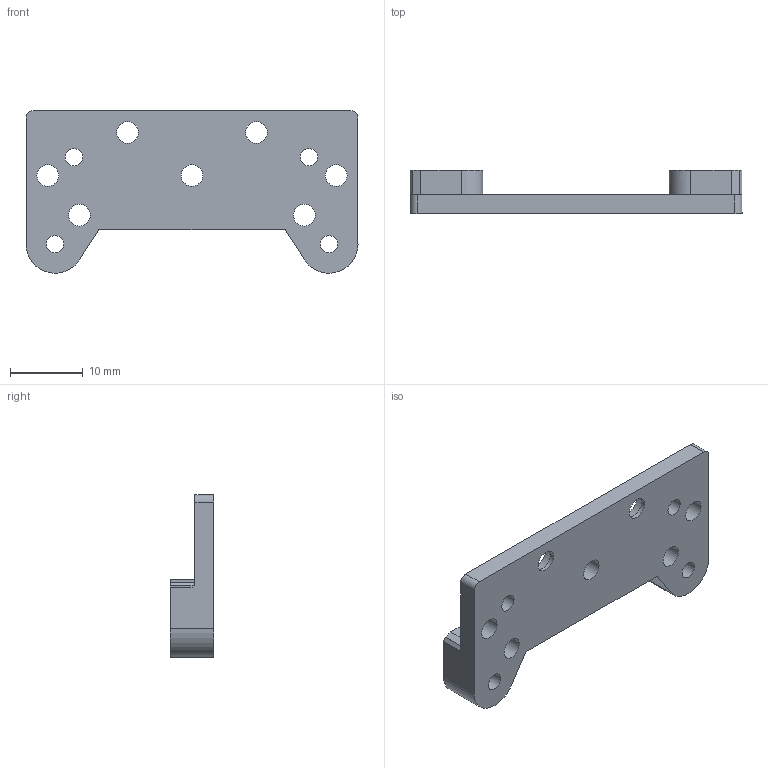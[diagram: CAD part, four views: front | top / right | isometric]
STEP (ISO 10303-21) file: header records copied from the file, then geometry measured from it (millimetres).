
FILE_DESCRIPTION(/* description */ (''),/* implementation_level */ '2;1');
FILE_NAME(/* name */ 'Top Part.step',/* time_stamp */ '2023-07-22T12:38:00-07:00',/* author */ (''),/* organization */ (''),/* preprocessor_version */ 'ST-DEVELOPER v19.2',/* originating_system */ 'Autodesk Translation Framework v12.6.0.85',/* authorisation */ '');
FILE_SCHEMA (('AUTOMOTIVE_DESIGN { 1 0 10303 214 3 1 1 }'));
Length unit declared in the file: millimetre
Products named in the file (1): Carrige Top
Bounding box: 45.76 x 6 x 22.4 mm (x, y, z)
Volume: 2461 mm3; surface area: 2537.6 mm2
Topology: 1 solids, 1 shells, 43 faces, 119 edges, 80 vertices
Faces by surface type: plane 22, cylinder 19, bspline 2
Full cylindrical faces by diameter (mm): 2.4 x4, 3 x7, 5.7 x2
Entity records: 1558 total; most frequent: CARTESIAN_POINT 357, ORIENTED_EDGE 238, DIRECTION 237, EDGE_CURVE 119, VERTEX_POINT 80, AXIS2_PLACEMENT_3D 80, LINE 77, VECTOR 77
